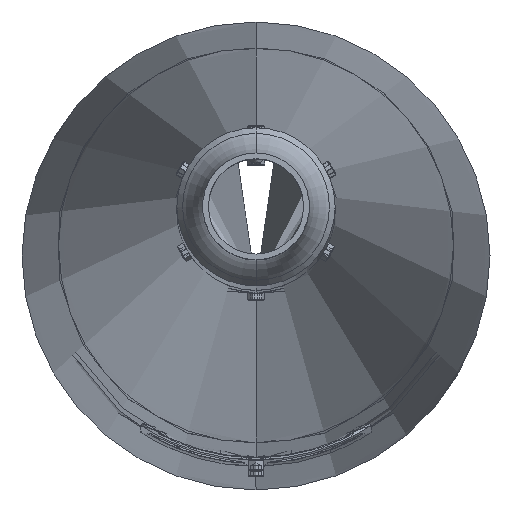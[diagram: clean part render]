
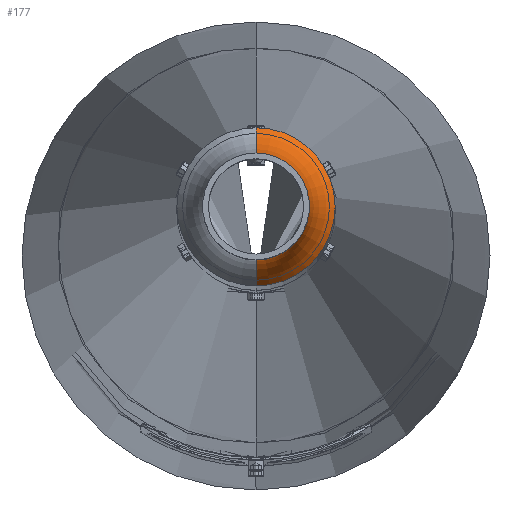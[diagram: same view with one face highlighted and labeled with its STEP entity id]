
A CAD part, top view. The second image highlights one B-rep face of the part: STEP entity #177.
In plain terms, the highlighted toroidal (fillet/blend) face has major radius 90 mm and minor radius 60 mm.
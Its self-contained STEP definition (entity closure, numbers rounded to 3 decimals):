
#177 = ADVANCED_FACE ( 'NONE', ( #7219 ), #1008, .F. ) ;
#259 = DIRECTION ( 'NONE',  ( 0., 1., 0. ) ) ;
#593 = EDGE_LOOP ( 'NONE', ( #2476, #8063, #4864, #7036 ) ) ;
#909 = VERTEX_POINT ( 'NONE', #3874 ) ;
#963 = CIRCLE ( 'NONE', #3106, 44.45 ) ;
#1008 = TOROIDAL_SURFACE ( 'NONE', #2235, 90., 60. ) ;
#1260 = DIRECTION ( 'NONE',  ( -1., 0., 0. ) ) ;
#1273 = EDGE_CURVE ( 'NONE', #6160, #909, #5553, .T. ) ;
#1372 = DIRECTION ( 'NONE',  ( 0., 0., 1. ) ) ;
#1611 = CARTESIAN_POINT ( 'NONE',  ( 0., 1389.054, -90. ) ) ;
#1806 = CARTESIAN_POINT ( 'NONE',  ( 0., 1350., 44.45 ) ) ;
#1847 = AXIS2_PLACEMENT_3D ( 'NONE', #9283, #5033, #1372 ) ;
#1870 = EDGE_CURVE ( 'NONE', #3111, #8950, #963, .T. ) ;
#1960 = CARTESIAN_POINT ( 'NONE',  ( 0., 1389.054, 0. ) ) ;
#2235 = AXIS2_PLACEMENT_3D ( 'NONE', #1960, #6360, #2645 ) ;
#2476 = ORIENTED_EDGE ( 'NONE', *, *, #1273, .F. ) ;
#2504 = DIRECTION ( 'NONE',  ( 0., 0., 1. ) ) ;
#2645 = DIRECTION ( 'NONE',  ( 0., 0., 1. ) ) ;
#2752 = CARTESIAN_POINT ( 'NONE',  ( 0., 1389.054, 90. ) ) ;
#3106 = AXIS2_PLACEMENT_3D ( 'NONE', #4617, #259, #2504 ) ;
#3111 = VERTEX_POINT ( 'NONE', #8153 ) ;
#3318 = AXIS2_PLACEMENT_3D ( 'NONE', #2752, #1260, #7831 ) ;
#3874 = CARTESIAN_POINT ( 'NONE',  ( 0., 1389.054, 30. ) ) ;
#4421 = DIRECTION ( 'NONE',  ( 0., 0., -1. ) ) ;
#4617 = CARTESIAN_POINT ( 'NONE',  ( 0., 1350., 0. ) ) ;
#4864 = ORIENTED_EDGE ( 'NONE', *, *, #1870, .T. ) ;
#5033 = DIRECTION ( 'NONE',  ( 0., 1., 0. ) ) ;
#5288 = AXIS2_PLACEMENT_3D ( 'NONE', #1611, #8957, #4421 ) ;
#5553 = CIRCLE ( 'NONE', #1847, 30. ) ;
#5573 = EDGE_CURVE ( 'NONE', #909, #8950, #5634, .T. ) ;
#5634 = CIRCLE ( 'NONE', #3318, 60. ) ;
#6160 = VERTEX_POINT ( 'NONE', #7894 ) ;
#6360 = DIRECTION ( 'NONE',  ( 0., 1., 0. ) ) ;
#6826 = CIRCLE ( 'NONE', #5288, 60. ) ;
#7036 = ORIENTED_EDGE ( 'NONE', *, *, #5573, .F. ) ;
#7219 = FACE_OUTER_BOUND ( 'NONE', #593, .T. ) ;
#7831 = DIRECTION ( 'NONE',  ( 0., 0., 1. ) ) ;
#7894 = CARTESIAN_POINT ( 'NONE',  ( 0., 1389.054, -30. ) ) ;
#8063 = ORIENTED_EDGE ( 'NONE', *, *, #8825, .T. ) ;
#8153 = CARTESIAN_POINT ( 'NONE',  ( 0., 1350., -44.45 ) ) ;
#8825 = EDGE_CURVE ( 'NONE', #6160, #3111, #6826, .T. ) ;
#8950 = VERTEX_POINT ( 'NONE', #1806 ) ;
#8957 = DIRECTION ( 'NONE',  ( 1., 0., 0. ) ) ;
#9283 = CARTESIAN_POINT ( 'NONE',  ( 0., 1389.054, 0. ) ) ;
